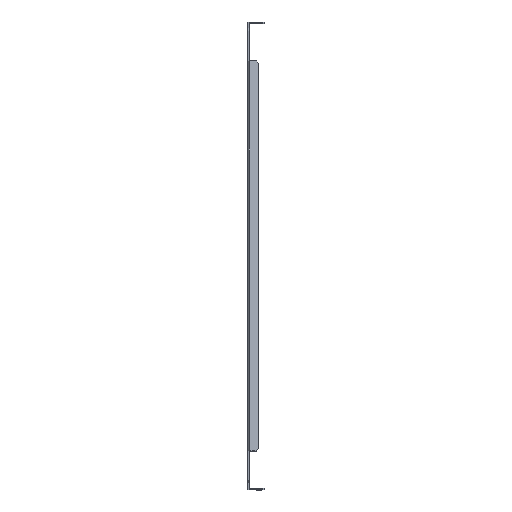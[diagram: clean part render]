
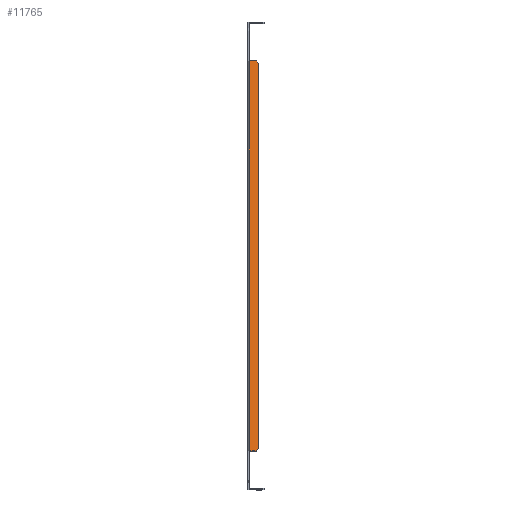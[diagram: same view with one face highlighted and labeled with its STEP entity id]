
A CAD part, top view. The second image highlights one B-rep face of the part: STEP entity #11765.
In plain terms, the highlighted planar face has unit normal (0.5, 0, 0.866).
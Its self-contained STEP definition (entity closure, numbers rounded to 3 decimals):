
#21 = LINE ( 'NONE', #4035, #10534 ) ;
#167 = EDGE_LOOP ( 'NONE', ( #9701, #11863, #2606, #6779, #10849, #8699, #12299, #3371 ) ) ;
#462 = LINE ( 'NONE', #11376, #10605 ) ;
#710 = CARTESIAN_POINT ( 'NONE',  ( 11.401, 210.75, 143.614 ) ) ;
#890 = EDGE_CURVE ( 'NONE', #11797, #4000, #462, .T. ) ;
#1453 = DIRECTION ( 'NONE',  ( 0.866, 0., -0.5 ) ) ;
#1482 = EDGE_CURVE ( 'NONE', #3940, #12268, #6896, .T. ) ;
#1614 = EDGE_CURVE ( 'NONE', #11284, #5377, #7158, .T. ) ;
#1815 = VECTOR ( 'NONE', #10983, 1000. ) ;
#1829 = CARTESIAN_POINT ( 'NONE',  ( 11.401, -207.75, 143.614 ) ) ;
#2002 = CARTESIAN_POINT ( 'NONE',  ( 4.5, -210.75, 147.598 ) ) ;
#2254 = DIRECTION ( 'NONE',  ( -0.612, 0.707, 0.354 ) ) ;
#2302 = CARTESIAN_POINT ( 'NONE',  ( 4.5, 210.75, 147.598 ) ) ;
#2606 = ORIENTED_EDGE ( 'NONE', *, *, #1614, .F. ) ;
#2783 = CARTESIAN_POINT ( 'NONE',  ( 63.912, 0., 113.297 ) ) ;
#2951 = EDGE_CURVE ( 'NONE', #3940, #7990, #8692, .T. ) ;
#3365 = LINE ( 'NONE', #5164, #4218 ) ;
#3371 = ORIENTED_EDGE ( 'NONE', *, *, #2951, .F. ) ;
#3783 = CARTESIAN_POINT ( 'NONE',  ( 2.25, -210.75, 148.897 ) ) ;
#3796 = DIRECTION ( 'NONE',  ( -0.866, 0., 0.5 ) ) ;
#3797 = PLANE ( 'NONE',  #6889 ) ;
#3940 = VERTEX_POINT ( 'NONE', #2302 ) ;
#4000 = VERTEX_POINT ( 'NONE', #1829 ) ;
#4035 = CARTESIAN_POINT ( 'NONE',  ( 11.401, -210.75, 143.614 ) ) ;
#4218 = VECTOR ( 'NONE', #2254, 1000. ) ;
#4378 = LINE ( 'NONE', #5439, #6657 ) ;
#4787 = CARTESIAN_POINT ( 'NONE',  ( 1.268, 210.75, 149.464 ) ) ;
#5085 = EDGE_CURVE ( 'NONE', #11772, #4000, #21, .T. ) ;
#5164 = CARTESIAN_POINT ( 'NONE',  ( 8.803, 210.75, 145.114 ) ) ;
#5172 = EDGE_CURVE ( 'NONE', #11772, #7990, #3365, .T. ) ;
#5377 = VERTEX_POINT ( 'NONE', #9275 ) ;
#5439 = CARTESIAN_POINT ( 'NONE',  ( 1.268, 0., 149.464 ) ) ;
#5794 = VECTOR ( 'NONE', #10176, 1000. ) ;
#6625 = VECTOR ( 'NONE', #3796, 1000. ) ;
#6657 = VECTOR ( 'NONE', #11398, 1000. ) ;
#6779 = ORIENTED_EDGE ( 'NONE', *, *, #11283, .F. ) ;
#6889 = AXIS2_PLACEMENT_3D ( 'NONE', #2783, #12507, #1453 ) ;
#6896 = LINE ( 'NONE', #7966, #6625 ) ;
#7021 = CARTESIAN_POINT ( 'NONE',  ( 63.912, -210.75, 113.297 ) ) ;
#7158 = LINE ( 'NONE', #7021, #5794 ) ;
#7809 = LINE ( 'NONE', #3783, #11697 ) ;
#7953 = CARTESIAN_POINT ( 'NONE',  ( 8.803, 210.75, 145.114 ) ) ;
#7966 = CARTESIAN_POINT ( 'NONE',  ( 4.5, 210.75, 147.598 ) ) ;
#7990 = VERTEX_POINT ( 'NONE', #7953 ) ;
#8268 = EDGE_CURVE ( 'NONE', #12268, #5377, #4378, .T. ) ;
#8386 = CARTESIAN_POINT ( 'NONE',  ( 8.803, -210.75, 145.114 ) ) ;
#8692 = LINE ( 'NONE', #710, #1815 ) ;
#8699 = ORIENTED_EDGE ( 'NONE', *, *, #5085, .F. ) ;
#9243 = DIRECTION ( 'NONE',  ( 0., -1., 0. ) ) ;
#9275 = CARTESIAN_POINT ( 'NONE',  ( 1.268, -210.75, 149.464 ) ) ;
#9701 = ORIENTED_EDGE ( 'NONE', *, *, #1482, .T. ) ;
#10176 = DIRECTION ( 'NONE',  ( -0.866, 0., 0.5 ) ) ;
#10528 = DIRECTION ( 'NONE',  ( 0.612, 0.707, -0.354 ) ) ;
#10534 = VECTOR ( 'NONE', #9243, 1000. ) ;
#10605 = VECTOR ( 'NONE', #10528, 1000. ) ;
#10849 = ORIENTED_EDGE ( 'NONE', *, *, #890, .T. ) ;
#10983 = DIRECTION ( 'NONE',  ( 0.866, 0., -0.5 ) ) ;
#11283 = EDGE_CURVE ( 'NONE', #11797, #11284, #7809, .T. ) ;
#11284 = VERTEX_POINT ( 'NONE', #2002 ) ;
#11376 = CARTESIAN_POINT ( 'NONE',  ( 11.401, -207.75, 143.614 ) ) ;
#11377 = FACE_OUTER_BOUND ( 'NONE', #167, .T. ) ;
#11398 = DIRECTION ( 'NONE',  ( 0., -1., 0. ) ) ;
#11697 = VECTOR ( 'NONE', #12986, 1000. ) ;
#11765 = ADVANCED_FACE ( 'NONE', ( #11377 ), #3797, .F. ) ;
#11772 = VERTEX_POINT ( 'NONE', #12379 ) ;
#11797 = VERTEX_POINT ( 'NONE', #8386 ) ;
#11863 = ORIENTED_EDGE ( 'NONE', *, *, #8268, .T. ) ;
#12268 = VERTEX_POINT ( 'NONE', #4787 ) ;
#12299 = ORIENTED_EDGE ( 'NONE', *, *, #5172, .T. ) ;
#12379 = CARTESIAN_POINT ( 'NONE',  ( 11.401, 207.75, 143.614 ) ) ;
#12507 = DIRECTION ( 'NONE',  ( -0.5, 0., -0.866 ) ) ;
#12986 = DIRECTION ( 'NONE',  ( -0.866, 0., 0.5 ) ) ;
